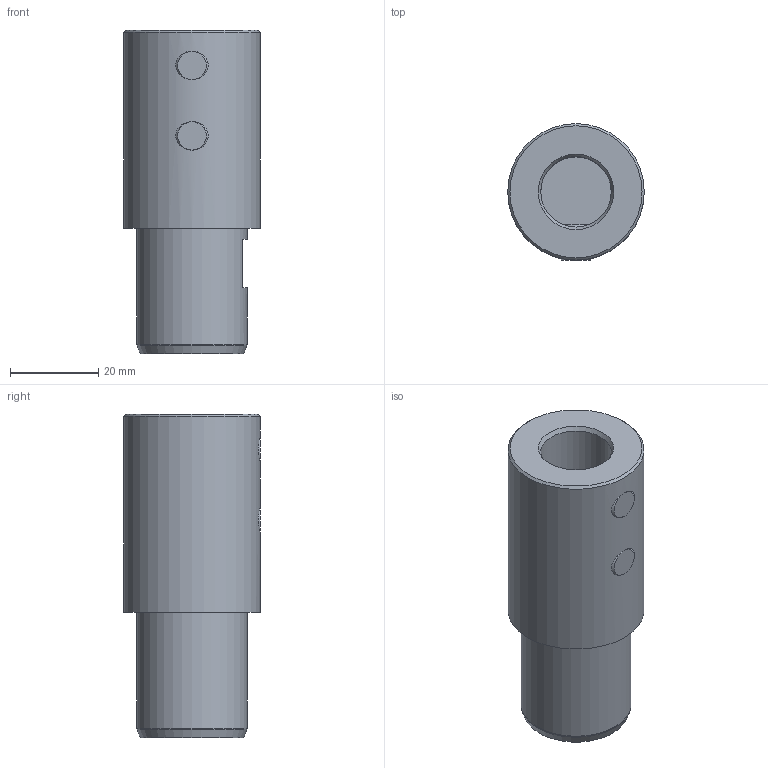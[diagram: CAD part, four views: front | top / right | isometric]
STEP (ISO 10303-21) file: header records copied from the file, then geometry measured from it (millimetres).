
FILE_DESCRIPTION(/* description */ (''),/* implementation_level */ '2;1');
FILE_NAME(/* name */ 'W9990558_stp.stp',/* time_stamp */ '2013-02-07T10:10:13+01:00',/* author */ (''),/* organization */ (''),/* preprocessor_version */ 'ST-DEVELOPER v11',/* originating_system */ 'SIEMENS PLM Software NX 7.5',/* authorisation */ '');
FILE_SCHEMA (('AUTOMOTIVE_DESIGN { 1 0 10303 214 1 1 1 1 }'));
Length unit declared in the file: millimetre
Products named in the file (1): furt4036u5v6
Bounding box: 31 x 31 x 73.5 mm (x, y, z)
Volume: 39219.9 mm3; surface area: 10198.2 mm2
Topology: 1 solids, 1 shells, 24 faces, 45 edges, 29 vertices
Faces by surface type: plane 11, cone 9, cylinder 3, torus 1
Full cylindrical faces by diameter (mm): 16 x1, 25 x1, 31 x1
Entity records: 748 total; most frequent: CARTESIAN_POINT 321, DIRECTION 90, ORIENTED_EDGE 56, AXIS2_PLACEMENT_3D 43, EDGE_LOOP 40, EDGE_CURVE 28, FACE_BOUND 27, ADVANCED_FACE 24
